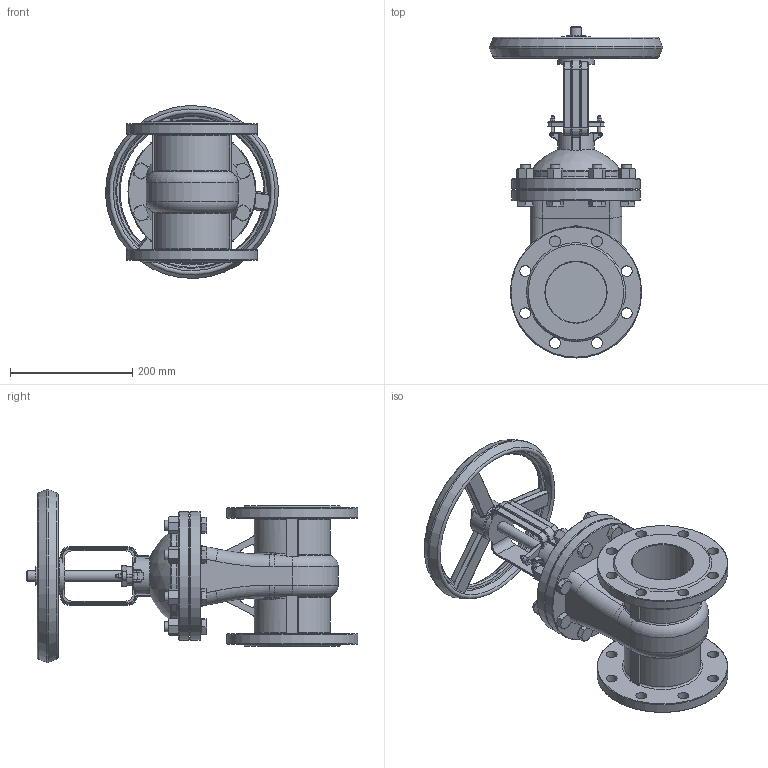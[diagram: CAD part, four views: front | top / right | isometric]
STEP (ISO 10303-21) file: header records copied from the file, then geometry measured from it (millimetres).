
FILE_DESCRIPTION(/* description */ (''),/* implementation_level */ '2;1');
FILE_NAME(/* name */ 'DN100_3D_STEP.stp',/* time_stamp */ '2024-02-08T13:55:40+03:00',/* author */ ('igorr'),/* organization */ (''),/* preprocessor_version */ 'ST-DEVELOPER v19.2',/* originating_system */ 'Autodesk Inventor 2023',/* authorisation */ '');
FILE_SCHEMA (('AUTOMOTIVE_DESIGN { 1 0 10303 214 3 1 1 }'));
Length unit declared in the file: millimetre
Products named in the file (6): Сборка; Деталь1; Деталь2; ANSI B18.2.4.2M - M5x0,8; ANSI B18.2.4.2M - M16x2; AS 1110 - M16 x 60
Assembly tree (20 placements, depth 2):
  Сборка
    Деталь1
    Деталь2
    ANSI B18.2.4.2M - M5x0,8  x2
    ANSI B18.2.4.2M - M16x2  x8
    AS 1110 - M16 x 60  x8
Bounding box: 283.76 x 543.75 x 283.76 mm (x, y, z)
Volume: 6651328.2 mm3; surface area: 669873 mm2
Topology: 20 solids, 20 shells, 974 faces, 2378 edges, 1454 vertices
Faces by surface type: plane 379, cone 221, cylinder 216, torus 88, bspline 69, sphere 1
Full cylindrical faces by diameter (mm): 3 x3, 4.134 x2, 5 x4, 8 x2, 12 x16, 13.835 x8, 16 x8, 18 x18, 20 x1, 24 x8, 30 x2, 50 x2, 60 x2, 100 x2, 150 x2, 210 x2, 215 x2
Entity records: 22795 total; most frequent: CARTESIAN_POINT 6848, ORIENTED_EDGE 3242, DIRECTION 3119, EDGE_CURVE 1621, AXIS2_PLACEMENT_3D 1263, VERTEX_POINT 1011, EDGE_LOOP 716, CIRCLE 644
